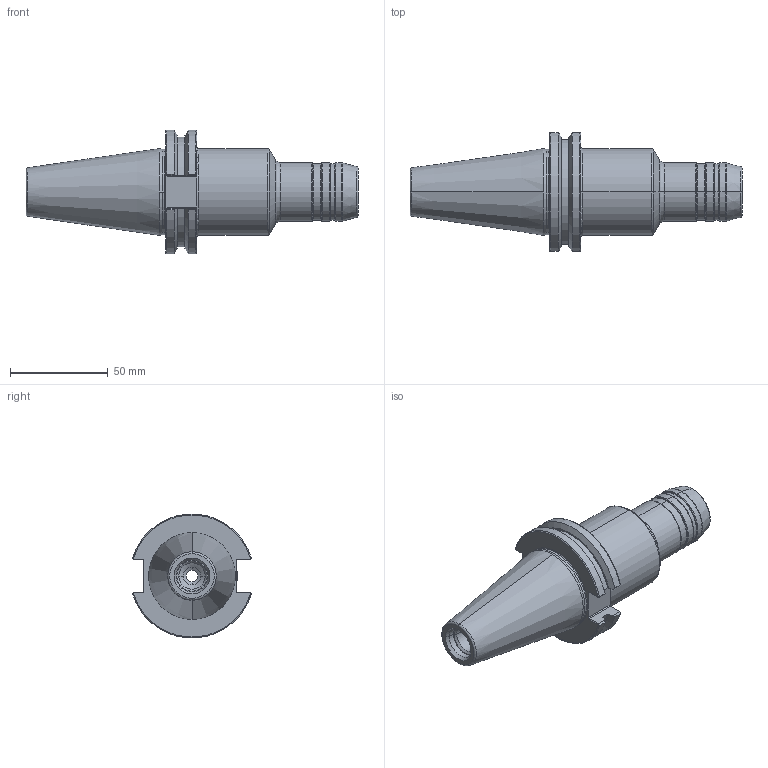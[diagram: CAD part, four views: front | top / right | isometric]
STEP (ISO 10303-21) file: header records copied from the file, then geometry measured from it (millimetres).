
FILE_DESCRIPTION((''),'2;1');
FILE_NAME('CAT40ADB-SHANK','2020-02-18T14:37:06',('eos'),(''),'CREO PARAMETRIC BY PTC INC, 2018500','CREO PARAMETRIC BY PTC INC, 2018500','');
FILE_SCHEMA(('CONFIG_CONTROL_DESIGN'));
Length unit declared in the file: millimetre
Products named in the file (1): CAT40ADB-SHANK
Bounding box: 169.88 x 60.84 x 63.27 mm (x, y, z)
Volume: 188666.5 mm3; surface area: 32853.4 mm2
Topology: 1 solids, 2 shells, 143 faces, 338 edges, 201 vertices
Faces by surface type: torus 38, cylinder 36, plane 35, cone 30, bspline 4
Entity records: 4246 total; most frequent: CARTESIAN_POINT 881, DIRECTION 744, ORIENTED_EDGE 668, EDGE_CURVE 336, AXIS2_PLACEMENT_3D 304, VERTEX_POINT 201, CIRCLE 164, EDGE_LOOP 151
